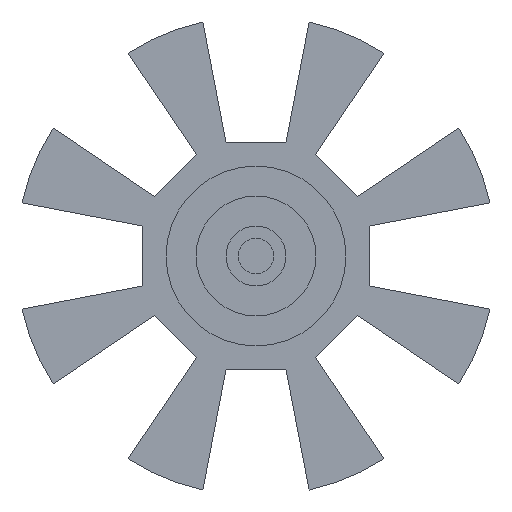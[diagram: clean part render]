
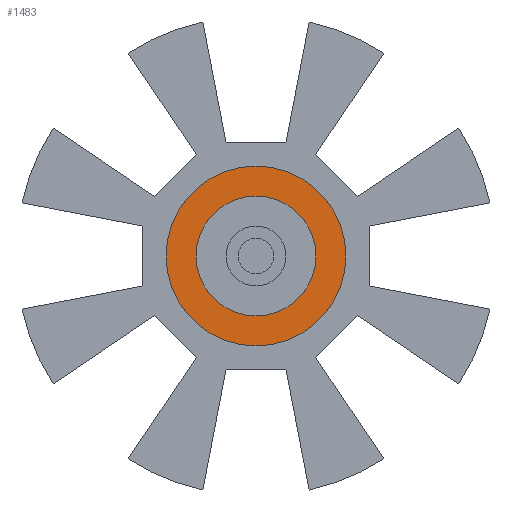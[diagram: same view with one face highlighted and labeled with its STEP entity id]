
A CAD part, left-side view. The second image highlights one B-rep face of the part: STEP entity #1483.
In plain terms, the highlighted planar face has unit normal (-1, 0, 0).
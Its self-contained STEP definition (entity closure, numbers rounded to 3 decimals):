
#64 = CARTESIAN_POINT ( 'NONE',  ( -25., 0., -10. ) ) ;
#67 = DIRECTION ( 'NONE',  ( 1., 0., 0. ) ) ;
#111 = FACE_BOUND ( 'NONE', #635, .T. ) ;
#130 = DIRECTION ( 'NONE',  ( -1., 0., 0. ) ) ;
#132 = AXIS2_PLACEMENT_3D ( 'NONE', #1206, #1097, #1599 ) ;
#146 = CARTESIAN_POINT ( 'NONE',  ( -25., 0., 0. ) ) ;
#177 = DIRECTION ( 'NONE',  ( 0., 0., -1. ) ) ;
#263 = FACE_OUTER_BOUND ( 'NONE', #573, .T. ) ;
#264 = AXIS2_PLACEMENT_3D ( 'NONE', #1263, #1294, #994 ) ;
#344 = CARTESIAN_POINT ( 'NONE',  ( -25., 0., 15. ) ) ;
#370 = CIRCLE ( 'NONE', #264, 10. ) ;
#438 = ORIENTED_EDGE ( 'NONE', *, *, #802, .T. ) ;
#479 = AXIS2_PLACEMENT_3D ( 'NONE', #1250, #67, #579 ) ;
#550 = ORIENTED_EDGE ( 'NONE', *, *, #1602, .F. ) ;
#573 = EDGE_LOOP ( 'NONE', ( #716, #550 ) ) ;
#579 = DIRECTION ( 'NONE',  ( 0., 0., -1. ) ) ;
#625 = CARTESIAN_POINT ( 'NONE',  ( -25., 10., 0. ) ) ;
#635 = EDGE_LOOP ( 'NONE', ( #1028, #438 ) ) ;
#657 = VERTEX_POINT ( 'NONE', #701 ) ;
#701 = CARTESIAN_POINT ( 'NONE',  ( -25., 0., 10. ) ) ;
#716 = ORIENTED_EDGE ( 'NONE', *, *, #1624, .F. ) ;
#743 = VERTEX_POINT ( 'NONE', #344 ) ;
#802 = EDGE_CURVE ( 'NONE', #657, #1403, #370, .T. ) ;
#825 = DIRECTION ( 'NONE',  ( 1., 0., 0. ) ) ;
#930 = DIRECTION ( 'NONE',  ( 0., 0., 1. ) ) ;
#994 = DIRECTION ( 'NONE',  ( 0., 0., -1. ) ) ;
#1028 = ORIENTED_EDGE ( 'NONE', *, *, #1034, .T. ) ;
#1034 = EDGE_CURVE ( 'NONE', #1403, #657, #1253, .T. ) ;
#1087 = AXIS2_PLACEMENT_3D ( 'NONE', #146, #825, #177 ) ;
#1097 = DIRECTION ( 'NONE',  ( 1., 0., 0. ) ) ;
#1201 = CIRCLE ( 'NONE', #1087, 15. ) ;
#1206 = CARTESIAN_POINT ( 'NONE',  ( -25., 0., 0. ) ) ;
#1250 = CARTESIAN_POINT ( 'NONE',  ( -25., 0., 0. ) ) ;
#1253 = CIRCLE ( 'NONE', #479, 10. ) ;
#1263 = CARTESIAN_POINT ( 'NONE',  ( -25., 0., 0. ) ) ;
#1294 = DIRECTION ( 'NONE',  ( 1., 0., 0. ) ) ;
#1312 = PLANE ( 'NONE',  #1619 ) ;
#1356 = VERTEX_POINT ( 'NONE', #1399 ) ;
#1399 = CARTESIAN_POINT ( 'NONE',  ( -25., 0., -15. ) ) ;
#1403 = VERTEX_POINT ( 'NONE', #64 ) ;
#1483 = ADVANCED_FACE ( 'NONE', ( #111, #263 ), #1312, .T. ) ;
#1595 = CIRCLE ( 'NONE', #132, 15. ) ;
#1599 = DIRECTION ( 'NONE',  ( 0., 0., -1. ) ) ;
#1602 = EDGE_CURVE ( 'NONE', #743, #1356, #1201, .T. ) ;
#1619 = AXIS2_PLACEMENT_3D ( 'NONE', #625, #130, #930 ) ;
#1624 = EDGE_CURVE ( 'NONE', #1356, #743, #1595, .T. ) ;
